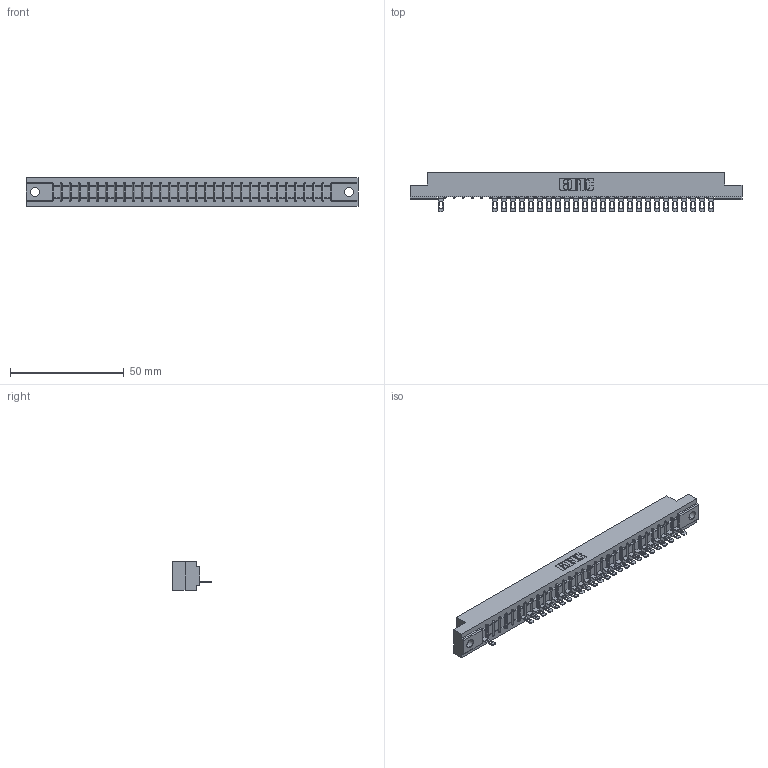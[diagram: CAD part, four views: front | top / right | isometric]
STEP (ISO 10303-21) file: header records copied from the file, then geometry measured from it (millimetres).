
FILE_DESCRIPTION (( 'STEP AP203' ), '1' );
FILE_NAME ('357-031-501-104.STEP', '2018-08-09T22:35:22', ( '' ), ( '' ), 'SwSTEP 2.0', 'SolidWorks 2016', '' );
FILE_SCHEMA (( 'CONFIG_CONTROL_DESIGN' ));
Length unit declared in the file: inch
Products named in the file (3): 307 Part_.156 Dia Mounting Holes; 307-290-002_501; 357-031-501-104
Assembly tree (27 placements, depth 2):
  357-031-501-104
    307 Part_.156 Dia Mounting Holes
    307-290-002_501  x26
Bounding box: 145.85 x 17.42 x 12.7 mm (x, y, z)
Volume: 15297.4 mm3; surface area: 18078.3 mm2
Topology: 27 solids, 27 shells, 2240 faces, 6867 edges, 4490 vertices
Faces by surface type: plane 1288, cylinder 888, sphere 64
Entity records: 28984 total; most frequent: CARTESIAN_POINT 4913, ORIENTED_EDGE 4906, DIRECTION 4769, EDGE_CURVE 2453, LINE 1877, VECTOR 1877, VERTEX_POINT 1590, AXIS2_PLACEMENT_3D 1446
